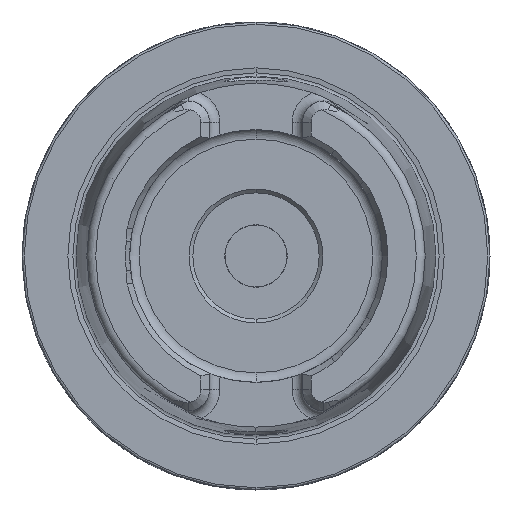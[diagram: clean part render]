
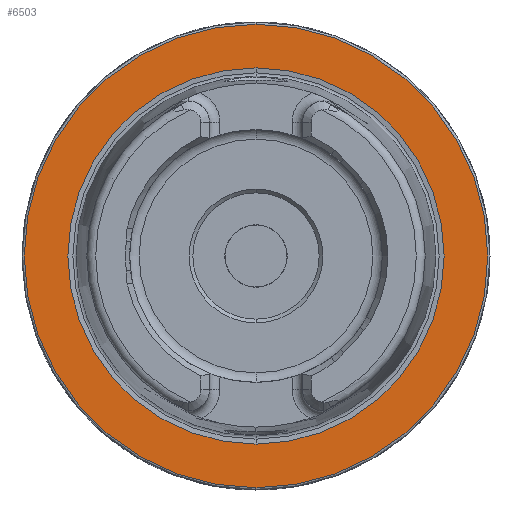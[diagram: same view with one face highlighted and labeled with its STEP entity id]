
A CAD part, left-side view. The second image highlights one B-rep face of the part: STEP entity #6503.
In plain terms, the highlighted planar face has unit normal (-1, 0, 0).
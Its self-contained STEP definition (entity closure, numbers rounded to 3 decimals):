
#1463 = CIRCLE ( 'NONE', #12087, 25.324 ) ;
#2722 = DIRECTION ( 'NONE',  ( 0., 0., -1. ) ) ;
#2725 = PLANE ( 'NONE',  #6680 ) ;
#2727 = CARTESIAN_POINT ( 'NONE',  ( 0., 31.2, 0. ) ) ;
#2731 = FACE_OUTER_BOUND ( 'NONE', #5927, .T. ) ;
#2732 = DIRECTION ( 'NONE',  ( 1., 0., 0. ) ) ;
#2733 = FACE_BOUND ( 'NONE', #5947, .T. ) ;
#3009 = AXIS2_PLACEMENT_3D ( 'NONE', #6958, #6957, #6956 ) ;
#3013 = CIRCLE ( 'NONE', #3018, 25.324 ) ;
#3018 = AXIS2_PLACEMENT_3D ( 'NONE', #6941, #6940, #6939 ) ;
#3207 = EDGE_CURVE ( 'NONE', #5809, #5820, #1463, .T. ) ;
#3208 = EDGE_CURVE ( 'NONE', #5887, #5896, #12091, .T. ) ;
#5393 = ORIENTED_EDGE ( 'NONE', *, *, #3207, .F. ) ;
#5394 = ORIENTED_EDGE ( 'NONE', *, *, #10185, .F. ) ;
#5395 = ORIENTED_EDGE ( 'NONE', *, *, #10181, .T. ) ;
#5396 = ORIENTED_EDGE ( 'NONE', *, *, #3208, .T. ) ;
#5809 = VERTEX_POINT ( 'NONE', #12998 ) ;
#5820 = VERTEX_POINT ( 'NONE', #13000 ) ;
#5887 = VERTEX_POINT ( 'NONE', #12995 ) ;
#5896 = VERTEX_POINT ( 'NONE', #12992 ) ;
#5927 = EDGE_LOOP ( 'NONE', ( #5395, #5396 ) ) ;
#5947 = EDGE_LOOP ( 'NONE', ( #5393, #5394 ) ) ;
#6503 = ADVANCED_FACE ( 'NONE', ( #2733, #2731 ), #2725, .F. ) ;
#6680 = AXIS2_PLACEMENT_3D ( 'NONE', #2727, #2732, #2722 ) ;
#6939 = DIRECTION ( 'NONE',  ( 0., 0., 1. ) ) ;
#6940 = DIRECTION ( 'NONE',  ( -1., 0., 0. ) ) ;
#6941 = CARTESIAN_POINT ( 'NONE',  ( 0., 0., 0. ) ) ;
#6956 = DIRECTION ( 'NONE',  ( 0., 0., 1. ) ) ;
#6957 = DIRECTION ( 'NONE',  ( -1., 0., 0. ) ) ;
#6958 = CARTESIAN_POINT ( 'NONE',  ( 0., 0., 0. ) ) ;
#9685 = CIRCLE ( 'NONE', #3009, 31.2 ) ;
#10181 = EDGE_CURVE ( 'NONE', #5896, #5887, #9685, .T. ) ;
#10185 = EDGE_CURVE ( 'NONE', #5820, #5809, #3013, .T. ) ;
#12087 = AXIS2_PLACEMENT_3D ( 'NONE', #13447, #13446, #13445 ) ;
#12091 = CIRCLE ( 'NONE', #12093, 31.2 ) ;
#12093 = AXIS2_PLACEMENT_3D ( 'NONE', #13444, #13443, #13442 ) ;
#12992 = CARTESIAN_POINT ( 'NONE',  ( 0., 0., 31.2 ) ) ;
#12995 = CARTESIAN_POINT ( 'NONE',  ( 0., 0., -31.2 ) ) ;
#12998 = CARTESIAN_POINT ( 'NONE',  ( 0., 0., 25.324 ) ) ;
#13000 = CARTESIAN_POINT ( 'NONE',  ( 0., 0., -25.324 ) ) ;
#13442 = DIRECTION ( 'NONE',  ( 0., 0., 1. ) ) ;
#13443 = DIRECTION ( 'NONE',  ( -1., 0., 0. ) ) ;
#13444 = CARTESIAN_POINT ( 'NONE',  ( 0., 0., 0. ) ) ;
#13445 = DIRECTION ( 'NONE',  ( 0., 0., 1. ) ) ;
#13446 = DIRECTION ( 'NONE',  ( -1., 0., 0. ) ) ;
#13447 = CARTESIAN_POINT ( 'NONE',  ( 0., 0., 0. ) ) ;
